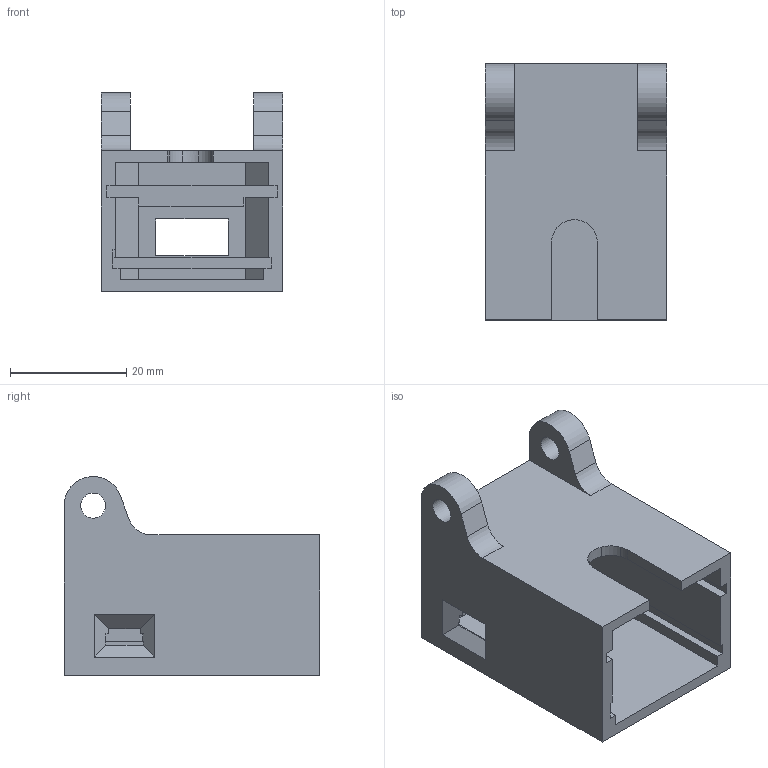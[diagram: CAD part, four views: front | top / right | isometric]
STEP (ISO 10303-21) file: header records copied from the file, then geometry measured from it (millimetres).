
FILE_DESCRIPTION(/* description */ (''),/* implementation_level */ '2;1');
FILE_NAME(/* name */ 'WiFiCamCASE.step',/* time_stamp */ '2024-03-26T15:46:25-04:00',/* author */ (''),/* organization */ (''),/* preprocessor_version */ 'ST-DEVELOPER v20',/* originating_system */ 'Autodesk Translation Framework v12.20.1.177',/* authorisation */ '');
FILE_SCHEMA (('AUTOMOTIVE_DESIGN { 1 0 10303 214 3 1 1 }'));
Length unit declared in the file: millimetre
Products named in the file (1): CAM Case
Bounding box: 31.3 x 44 x 34.2 mm (x, y, z)
Volume: 11357.4 mm3; surface area: 10912.9 mm2
Topology: 1 solids, 1 shells, 72 faces, 212 edges, 141 vertices
Faces by surface type: plane 61, cylinder 8, bspline 3
Full cylindrical faces by diameter (mm): 4.3 x2
Entity records: 2512 total; most frequent: CARTESIAN_POINT 553, ORIENTED_EDGE 424, DIRECTION 362, EDGE_CURVE 212, LINE 190, VECTOR 190, VERTEX_POINT 141, AXIS2_PLACEMENT_3D 86
